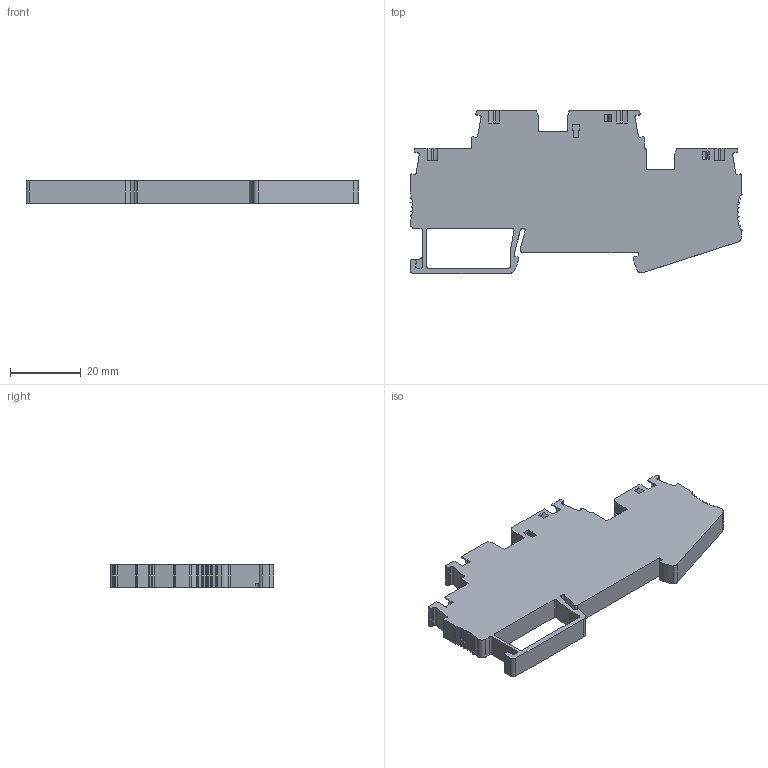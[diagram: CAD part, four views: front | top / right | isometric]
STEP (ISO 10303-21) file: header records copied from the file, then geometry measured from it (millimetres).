
FILE_DESCRIPTION(('STEP AP203'), '1');
FILE_NAME('MTS-D4_3D', '2024-11-21T07:23:33', ('砐錪賧瘔蠈錪 Windows'), (''), 'C3D Converter', 'C3D Toolkit', '');
FILE_SCHEMA(('CONFIG_CONTROL_DESIGN'));
Length unit declared in the file: millimetre
Products named in the file (1): MTS_D4
Bounding box: 93.53 x 45.85 x 6.2 mm (x, y, z)
Volume: 17346.5 mm3; surface area: 9690.2 mm2
Topology: 1 solids, 1 shells, 378 faces, 1075 edges, 708 vertices
Faces by surface type: plane 274, cylinder 104
Entity records: 15275 total; most frequent: CARTESIAN_POINT 2246, ORIENTED_EDGE 2150, DIRECTION 2022, EDGE_CURVE 1075, LINE 830, VECTOR 830, VERTEX_POINT 708, AXIS2_PLACEMENT_3D 596
